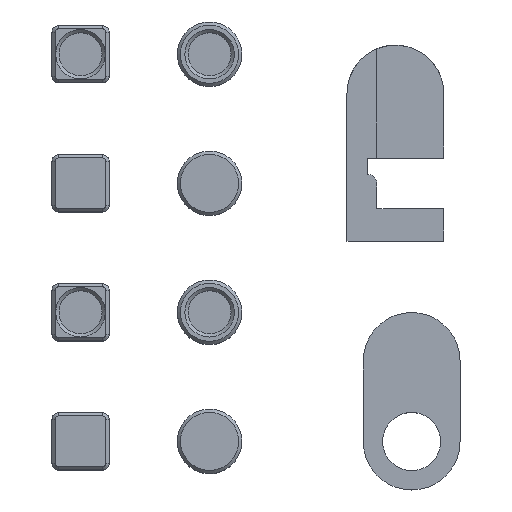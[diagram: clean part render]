
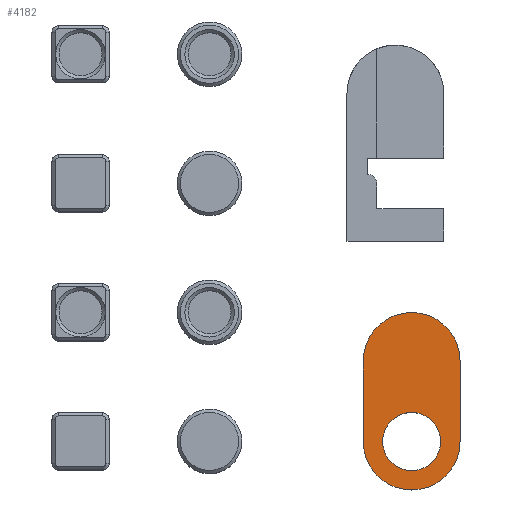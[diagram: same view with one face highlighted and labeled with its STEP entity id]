
A CAD part, top view. The second image highlights one B-rep face of the part: STEP entity #4182.
In plain terms, the highlighted planar face has unit normal (0, 0, 1).
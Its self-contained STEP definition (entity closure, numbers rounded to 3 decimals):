
#68=FACE_BOUND('',#827,.T.);
#253=PLANE('',#4692);
#532=FACE_OUTER_BOUND('',#826,.T.);
#826=EDGE_LOOP('',(#3755,#3756,#3757,#3758));
#827=EDGE_LOOP('',(#3759));
#1018=CIRCLE('',#4681,9.);
#1021=CIRCLE('',#4686,15.);
#1023=CIRCLE('',#4690,15.);
#1376=LINE('',#7137,#1760);
#1380=LINE('',#7149,#1764);
#1760=VECTOR('',#5950,10.);
#1764=VECTOR('',#5962,10.);
#2085=VERTEX_POINT('',#7125);
#2089=VERTEX_POINT('',#7134);
#2090=VERTEX_POINT('',#7136);
#2092=VERTEX_POINT('',#7142);
#2094=VERTEX_POINT('',#7148);
#2639=EDGE_CURVE('',#2085,#2085,#1018,.T.);
#2644=EDGE_CURVE('',#2090,#2089,#1376,.T.);
#2647=EDGE_CURVE('',#2092,#2090,#1021,.T.);
#2650=EDGE_CURVE('',#2094,#2092,#1380,.T.);
#2653=EDGE_CURVE('',#2089,#2094,#1023,.T.);
#3755=ORIENTED_EDGE('',*,*,#2653,.T.);
#3756=ORIENTED_EDGE('',*,*,#2650,.T.);
#3757=ORIENTED_EDGE('',*,*,#2647,.T.);
#3758=ORIENTED_EDGE('',*,*,#2644,.T.);
#3759=ORIENTED_EDGE('',*,*,#2639,.T.);
#4182=ADVANCED_FACE('',(#532,#68),#253,.F.);
#4681=AXIS2_PLACEMENT_3D('',#7126,#5941,#5942);
#4686=AXIS2_PLACEMENT_3D('',#7143,#5956,#5957);
#4690=AXIS2_PLACEMENT_3D('',#7153,#5968,#5969);
#4692=AXIS2_PLACEMENT_3D('',#7155,#5972,#5973);
#5941=DIRECTION('center_axis',(0.,0.,-1.));
#5942=DIRECTION('ref_axis',(1.,0.,0.));
#5950=DIRECTION('',(0.,-1.,0.));
#5956=DIRECTION('center_axis',(0.,0.,1.));
#5957=DIRECTION('ref_axis',(-1.,0.,0.));
#5962=DIRECTION('',(0.,1.,0.));
#5968=DIRECTION('center_axis',(0.,0.,1.));
#5969=DIRECTION('ref_axis',(1.,0.,0.));
#5972=DIRECTION('center_axis',(0.,0.,-1.));
#5973=DIRECTION('ref_axis',(1.,0.,0.));
#7125=CARTESIAN_POINT('',(53.635,0.,-44.));
#7126=CARTESIAN_POINT('Origin',(62.635,0.,-44.));
#7134=CARTESIAN_POINT('',(47.635,0.,-44.));
#7136=CARTESIAN_POINT('',(47.635,25.,-44.));
#7137=CARTESIAN_POINT('',(47.635,0.,-44.));
#7142=CARTESIAN_POINT('',(77.635,25.,-44.));
#7143=CARTESIAN_POINT('Origin',(62.635,25.,-44.));
#7148=CARTESIAN_POINT('',(77.635,0.,-44.));
#7149=CARTESIAN_POINT('',(77.635,25.,-44.));
#7153=CARTESIAN_POINT('Origin',(62.635,0.,-44.));
#7155=CARTESIAN_POINT('Origin',(62.635,12.5,-44.));
